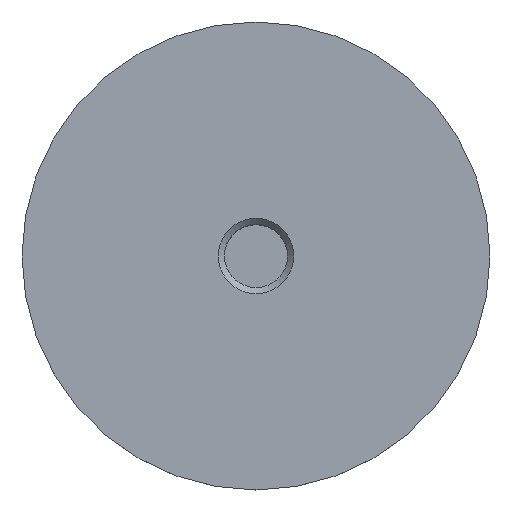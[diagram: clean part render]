
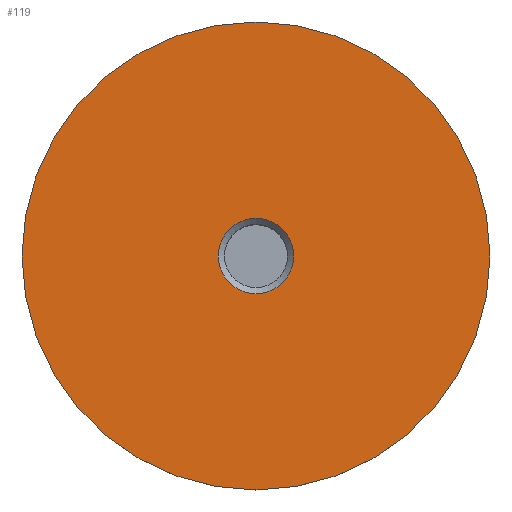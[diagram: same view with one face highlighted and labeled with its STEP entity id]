
A CAD part, top view. The second image highlights one B-rep face of the part: STEP entity #119.
In plain terms, the highlighted planar face has unit normal (0, 0, 1).
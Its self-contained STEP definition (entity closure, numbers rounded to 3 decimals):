
#26=FACE_BOUND('',#40,.T.);
#31=FACE_OUTER_BOUND('',#39,.T.);
#39=EDGE_LOOP('',(#97,#98));
#40=EDGE_LOOP('',(#99));
#48=CIRCLE('',#143,6.053);
#53=CIRCLE('',#150,37.5);
#54=CIRCLE('',#151,37.5);
#61=VERTEX_POINT('',#209);
#65=VERTEX_POINT('',#248);
#66=VERTEX_POINT('',#249);
#73=EDGE_CURVE('',#61,#61,#48,.T.);
#78=EDGE_CURVE('',#65,#66,#53,.T.);
#79=EDGE_CURVE('',#66,#65,#54,.T.);
#97=ORIENTED_EDGE('',*,*,#78,.T.);
#98=ORIENTED_EDGE('',*,*,#79,.T.);
#99=ORIENTED_EDGE('',*,*,#73,.T.);
#114=PLANE('',#149);
#119=ADVANCED_FACE('',(#31,#26),#114,.F.);
#143=AXIS2_PLACEMENT_3D('',#211,#171,#172);
#149=AXIS2_PLACEMENT_3D('',#247,#183,#184);
#150=AXIS2_PLACEMENT_3D('',#250,#185,#186);
#151=AXIS2_PLACEMENT_3D('',#251,#187,#188);
#171=DIRECTION('center_axis',(0.,0.,-1.));
#172=DIRECTION('ref_axis',(-1.,0.,0.));
#183=DIRECTION('center_axis',(0.,0.,-1.));
#184=DIRECTION('ref_axis',(-1.,0.,0.));
#185=DIRECTION('center_axis',(0.,0.,1.));
#186=DIRECTION('ref_axis',(1.,0.,0.));
#187=DIRECTION('center_axis',(0.,0.,1.));
#188=DIRECTION('ref_axis',(1.,0.,0.));
#209=CARTESIAN_POINT('',(-6.053,0.,2.));
#211=CARTESIAN_POINT('Origin',(0.,0.,2.));
#247=CARTESIAN_POINT('Origin',(37.5,0.,2.));
#248=CARTESIAN_POINT('',(37.5,0.,2.));
#249=CARTESIAN_POINT('',(-37.5,0.,2.));
#250=CARTESIAN_POINT('Origin',(0.,0.,2.));
#251=CARTESIAN_POINT('Origin',(0.,0.,2.));
